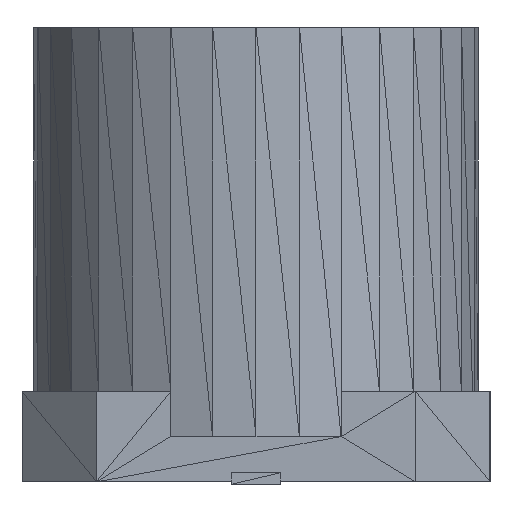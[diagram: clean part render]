
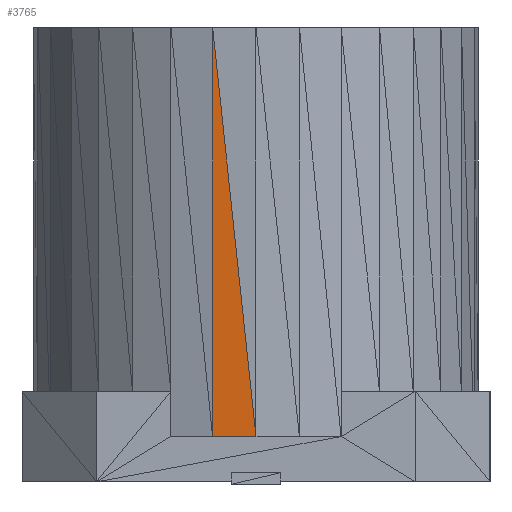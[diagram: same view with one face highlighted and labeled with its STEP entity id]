
A CAD part, left-side view. The second image highlights one B-rep face of the part: STEP entity #3765.
In plain terms, the highlighted planar face has unit normal (-0.995, 0.098, 0).
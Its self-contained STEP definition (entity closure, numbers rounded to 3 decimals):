
#1241=CARTESIAN_POINT('',(-4.804,0.956,10.058));
#1240=VERTEX_POINT('',#1241);
#1360=CARTESIAN_POINT('',(-4.898,0.0,1.052));
#1359=VERTEX_POINT('',#1360);
#3661=CARTESIAN_POINT('',(-4.804,0.956,1.052));
#3660=VERTEX_POINT('',#3661);
#3657=EDGE_CURVE('',#1240,#3660,#3662,.T.);
#3662=LINE('',#1241,#3664);
#3664=VECTOR('',#3665,9.007);
#3665=DIRECTION('',(0.0,0.0,-1.0));
#3755=EDGE_CURVE('',#1359,#1240,#3760,.T.);
#3760=LINE('',#1360,#3762);
#3762=VECTOR('',#3763,9.058);
#3763=DIRECTION('',(0.01,0.106,0.994));
#3765=ADVANCED_FACE('',(#3771),#3766,.T.);
#3766=PLANE('',#3767);
#3767=AXIS2_PLACEMENT_3D('',#3768,#3769,#3770);
#3768=CARTESIAN_POINT('',(-4.804,0.956,1.052));
#3769=DIRECTION('',(-0.995,0.098,0.0));
#3770=DIRECTION('',(0.,0.,1.));
#3771=FACE_OUTER_BOUND('',#3772,.T.);
#3772=EDGE_LOOP('',(#3773,#3783,#3793));
#3774=EDGE_CURVE('',#1359,#3660,#3779,.T.);
#3779=LINE('',#1360,#3781);
#3781=VECTOR('',#3782,0.96);
#3782=DIRECTION('',(0.098,0.995,0.0));
#3773=ORIENTED_EDGE('',*,*,#3774,.F.);
#3783=ORIENTED_EDGE('',*,*,#3755,.T.);
#3793=ORIENTED_EDGE('',*,*,#3657,.T.);
